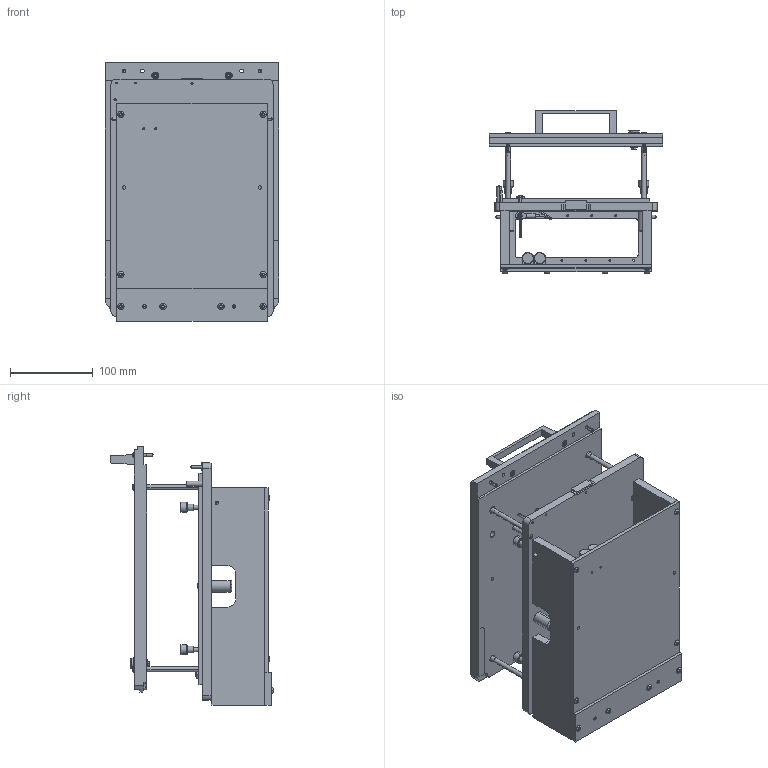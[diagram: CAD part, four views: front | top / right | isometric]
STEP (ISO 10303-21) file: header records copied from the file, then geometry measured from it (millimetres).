
FILE_DESCRIPTION (( 'STEP AP203' ), '1' );
FILE_NAME ('INGUN_46026-KIT.STEP', '2023-07-27T09:16:15', ( '' ), ( '' ), 'SwSTEP 2.0', 'SolidWorks 2021', '' );
FILE_SCHEMA (( 'CONFIG_CONTROL_DESIGN' ));
Length unit declared in the file: millimetre
Products named in the file (55): ISO7380~n_M03,0x006; 41880~3; 41367~6_S; 46869~0_S; 32293~0_S; 41369~1_S; Gewindebuchse~n_M05-03,9 offen; 114121~0_S; 53731~0; 45884~3_S; 3699~0; 45889~4_S; 41899~3_flexiebel <S>; 19141~0_S; 46021~2_S; KS-113-Master__ADA~ks_KS-113 23; 5015~0; DIN6325~n_06,0m6x030; 45706~1_S; DIN7979~n_04,0m6x020M3; ISO7380~n_M04,0x020; 45897~6_f〉 ESD schwarz<Standard>; DIN7991~n_M03,0x020; 14846~0_f〉 48840 <S>; DIN912~n_M04,0x016; DIN7991~n_M03,0x010 VA; DIN6325~n_04,0m6x016; 46845~2_S; ISO7380~n_M03,0x005; 2229~6; 9286~0; DIN6325~n_03,0m6x024; 2196~6; 44408~2_S; 45897~6_f〉 ESD schwarz<S>; 48213~0_S; INGUN_46026-KIT; 48840~2_S; Gewindebuchse~n_M04-09,5 offen; 45887~2_S ...
Assembly tree (98 placements, depth 5):
  INGUN_46026-KIT
    46034~4_ICT Stellung (kontaktiert) <S>
      41899~3_flexiebel <S>
        KS-113-Master__ADA~ks_KS-113 23
        GKS-114-0015__ADA~gks_Hub = 08,0 <S>
        53731~0
        3917~3_M 3 A
      45706~1_S
        45897~6_f〉 ESD schwarz<S>
          45897~6_f〉 ESD schwarz<Standard>
          Gewindebuchse~n_M04-09,5 offen  x4
      45884~3_S
        45884~3_S
        Gewindebuchse~n_M05-03,9 offen  x2
      46845~2_S
        46845~2_S
        DIN6325~n_04,0m6x016
      114121~0_S
        114121~0_S
        DIN6325~n_04,0m6x016
      45885~2
      44408~2_S
      45887~2_S
      43627~0_Hub 22,5mm<Standard>  x4
      2196~6  x2
      2229~6  x2
      46869~0_S  x4
      32293~0_S
      41880~3
      48840~2_S
        19141~0_S
        14846~0_f〉 48840 <S>
      5015~0
      113165~0_S
        3699~0
      41367~6_S  x2
      DIN7991~n_M03,0x006  x2
      ISO7380~n_M03,0x005
      ISO7380~n_M04,0x012  x16
      DIN7991~n_M03,0x010 VA
      DIN6325~n_03,0m6x016
      DIN6325~n_03,0m6x024
      DIN6325~n_04,0m6x016  x4
      DIN6325~n_06,0m6x030
    46021~2_S
      47906~1_f〉 NSRL-Ausbau ohne Platte <Default>
        41369~1_S  x4
        5015~0
        DIN7979~n_04,0m6x020M3  x2
        1607~1
        48213~0_S
        9286~0
        ISO7380~n_M04,0x020  x4
        DIN7991~n_M03,0x020
        DIN934~n_M03,0
        ISO7380~n_M03,0x006  x2
        DIN912~n_M04,0x016  x2
      45889~4_S
Bounding box: 210 x 196.45 x 313 mm (x, y, z)
Volume: 2260067.1 mm3; surface area: 616687.7 mm2
Topology: 90 solids, 90 shells, 2770 faces, 6484 edges, 4182 vertices
Faces by surface type: plane 1194, cylinder 1146, cone 260, torus 118, sphere 44, bspline 8
Entity records: 49783 total; most frequent: CARTESIAN_POINT 9309, DIRECTION 7666, ORIENTED_EDGE 6408, EDGE_CURVE 3204, AXIS2_PLACEMENT_3D 3040, VERTEX_POINT 2085, EDGE_LOOP 1707, LINE 1586
